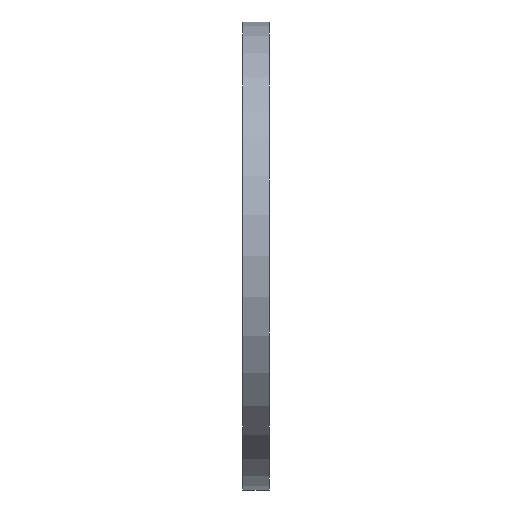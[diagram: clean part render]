
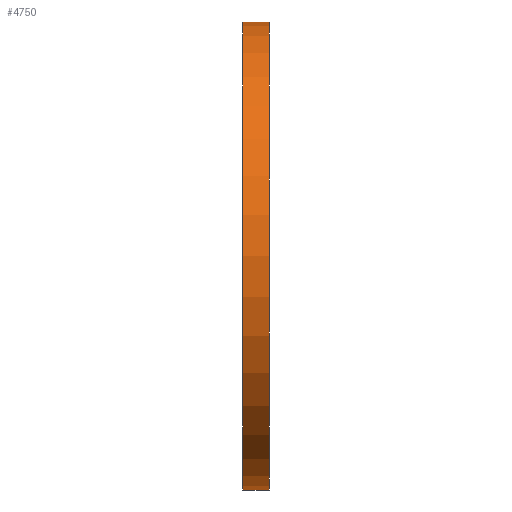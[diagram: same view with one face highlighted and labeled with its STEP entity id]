
A CAD part, left-side view. The second image highlights one B-rep face of the part: STEP entity #4750.
In plain terms, the highlighted cylindrical face has radius 35 mm (diameter 70 mm), a partial arc.
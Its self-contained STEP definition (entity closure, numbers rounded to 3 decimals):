
#186 = CARTESIAN_POINT ( 'NONE',  ( 0., 4., -35. ) ) ;
#318 = AXIS2_PLACEMENT_3D ( 'NONE', #11501, #11425, #12434 ) ;
#485 = VECTOR ( 'NONE', #9642, 1000. ) ;
#604 = CARTESIAN_POINT ( 'NONE',  ( 0., 4., 0. ) ) ;
#657 = EDGE_LOOP ( 'NONE', ( #1768, #11736, #11942, #1292 ) ) ;
#837 = CYLINDRICAL_SURFACE ( 'NONE', #318, 35. ) ;
#941 = CIRCLE ( 'NONE', #5175, 35. ) ;
#1149 = FACE_OUTER_BOUND ( 'NONE', #657, .T. ) ;
#1292 = ORIENTED_EDGE ( 'NONE', *, *, #3807, .T. ) ;
#1545 = LINE ( 'NONE', #2800, #485 ) ;
#1568 = DIRECTION ( 'NONE',  ( 0., 0., 1. ) ) ;
#1768 = ORIENTED_EDGE ( 'NONE', *, *, #6206, .F. ) ;
#1893 = VERTEX_POINT ( 'NONE', #8683 ) ;
#1933 = CARTESIAN_POINT ( 'NONE',  ( 0., 4., 35. ) ) ;
#2800 = CARTESIAN_POINT ( 'NONE',  ( 0., 4., -35. ) ) ;
#2828 = CIRCLE ( 'NONE', #8681, 35. ) ;
#2872 = CARTESIAN_POINT ( 'NONE',  ( 0., 4., 35. ) ) ;
#3230 = VERTEX_POINT ( 'NONE', #186 ) ;
#3544 = CARTESIAN_POINT ( 'NONE',  ( 0., 0., 0. ) ) ;
#3807 = EDGE_CURVE ( 'NONE', #8940, #1893, #2828, .T. ) ;
#4750 = ADVANCED_FACE ( 'NONE', ( #1149 ), #837, .T. ) ;
#5175 = AXIS2_PLACEMENT_3D ( 'NONE', #604, #7421, #1568 ) ;
#5986 = VECTOR ( 'NONE', #11648, 1000. ) ;
#6180 = VERTEX_POINT ( 'NONE', #1933 ) ;
#6206 = EDGE_CURVE ( 'NONE', #6180, #1893, #10146, .T. ) ;
#6492 = DIRECTION ( 'NONE',  ( 0., 1., 0. ) ) ;
#6621 = DIRECTION ( 'NONE',  ( 0., 0., 1. ) ) ;
#7421 = DIRECTION ( 'NONE',  ( 0., 1., 0. ) ) ;
#7922 = EDGE_CURVE ( 'NONE', #3230, #8940, #1545, .T. ) ;
#8681 = AXIS2_PLACEMENT_3D ( 'NONE', #3544, #6492, #6621 ) ;
#8683 = CARTESIAN_POINT ( 'NONE',  ( 0., 0., 35. ) ) ;
#8940 = VERTEX_POINT ( 'NONE', #12273 ) ;
#9508 = EDGE_CURVE ( 'NONE', #3230, #6180, #941, .T. ) ;
#9642 = DIRECTION ( 'NONE',  ( 0., -1., 0. ) ) ;
#10146 = LINE ( 'NONE', #2872, #5986 ) ;
#11425 = DIRECTION ( 'NONE',  ( 0., -1., 0. ) ) ;
#11501 = CARTESIAN_POINT ( 'NONE',  ( 0., 4., 0. ) ) ;
#11648 = DIRECTION ( 'NONE',  ( 0., -1., 0. ) ) ;
#11736 = ORIENTED_EDGE ( 'NONE', *, *, #9508, .F. ) ;
#11942 = ORIENTED_EDGE ( 'NONE', *, *, #7922, .T. ) ;
#12273 = CARTESIAN_POINT ( 'NONE',  ( 0., 0., -35. ) ) ;
#12434 = DIRECTION ( 'NONE',  ( 0., 0., -1. ) ) ;
